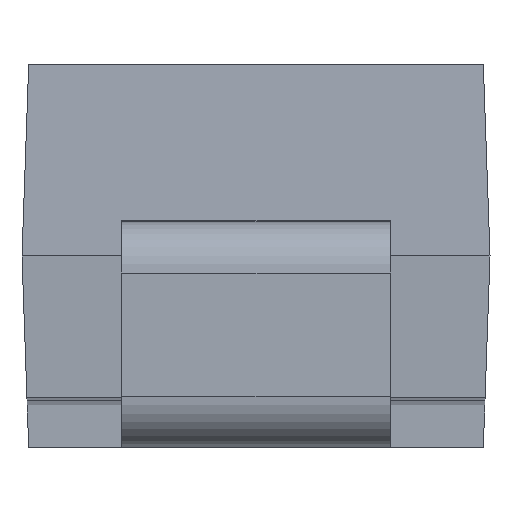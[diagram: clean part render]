
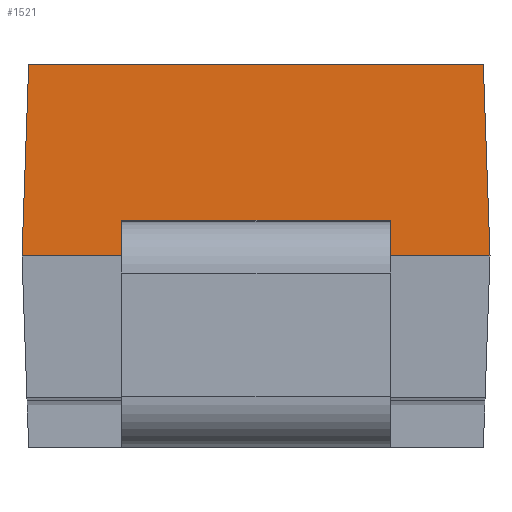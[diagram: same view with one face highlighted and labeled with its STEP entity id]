
A CAD part, left-side view. The second image highlights one B-rep face of the part: STEP entity #1521.
In plain terms, the highlighted planar face has unit normal (-0.999, 0, 0.035).
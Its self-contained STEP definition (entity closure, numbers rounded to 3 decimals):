
#1073 = VERTEX_POINT('',#1074);
#1074 = CARTESIAN_POINT('',(-2.335,-1.357,2.343));
#1091 = VERTEX_POINT('',#1092);
#1092 = CARTESIAN_POINT('',(-2.335,1.357,2.343));
#1098 = EDGE_CURVE('',#1091,#1073,#1099,.T.);
#1099 = LINE('',#1100,#1101);
#1100 = CARTESIAN_POINT('',(-2.335,1.397,2.343));
#1101 = VECTOR('',#1102,1.);
#1102 = DIRECTION('',(0.,-1.,0.));
#1115 = VERTEX_POINT('',#1116);
#1116 = CARTESIAN_POINT('',(-2.375,1.397,1.2));
#1213 = EDGE_CURVE('',#1091,#1115,#1214,.T.);
#1214 = LINE('',#1215,#1216);
#1215 = CARTESIAN_POINT('',(-2.375,1.397,1.2));
#1216 = VECTOR('',#1217,1.);
#1217 = DIRECTION('',(-0.035,0.035,
    -0.999));
#1259 = EDGE_CURVE('',#1073,#1260,#1262,.T.);
#1260 = VERTEX_POINT('',#1261);
#1261 = CARTESIAN_POINT('',(-2.375,-1.397,1.2));
#1262 = LINE('',#1263,#1264);
#1263 = CARTESIAN_POINT('',(-2.375,-1.397,1.2));
#1264 = VECTOR('',#1265,1.);
#1265 = DIRECTION('',(-0.035,-0.035,
    -0.999));
#1457 = EDGE_CURVE('',#1458,#1260,#1460,.T.);
#1458 = VERTEX_POINT('',#1459);
#1459 = CARTESIAN_POINT('',(-2.375,-0.8,1.2));
#1460 = LINE('',#1461,#1462);
#1461 = CARTESIAN_POINT('',(-2.375,1.397,1.2));
#1462 = VECTOR('',#1463,1.);
#1463 = DIRECTION('',(0.,-1.,0.));
#1466 = VERTEX_POINT('',#1467);
#1467 = CARTESIAN_POINT('',(-2.375,0.8,1.2));
#1473 = EDGE_CURVE('',#1115,#1466,#1474,.T.);
#1474 = LINE('',#1475,#1476);
#1475 = CARTESIAN_POINT('',(-2.375,1.397,1.2));
#1476 = VECTOR('',#1477,1.);
#1477 = DIRECTION('',(0.,-1.,0.));
#1521 = ADVANCED_FACE('',(#1522),#1551,.T.);
#1522 = FACE_BOUND('',#1523,.T.);
#1523 = EDGE_LOOP('',(#1524,#1534,#1540,#1541,#1542,#1543,#1544,#1545));
#1524 = ORIENTED_EDGE('',*,*,#1525,.F.);
#1525 = EDGE_CURVE('',#1526,#1528,#1530,.T.);
#1526 = VERTEX_POINT('',#1527);
#1527 = CARTESIAN_POINT('',(-2.367,-0.8,1.413));
#1528 = VERTEX_POINT('',#1529);
#1529 = CARTESIAN_POINT('',(-2.367,0.8,1.413));
#1530 = LINE('',#1531,#1532);
#1531 = CARTESIAN_POINT('',(-2.367,-0.8,1.413));
#1532 = VECTOR('',#1533,1.);
#1533 = DIRECTION('',(0.,1.,0.));
#1534 = ORIENTED_EDGE('',*,*,#1535,.F.);
#1535 = EDGE_CURVE('',#1458,#1526,#1536,.T.);
#1536 = LINE('',#1537,#1538);
#1537 = CARTESIAN_POINT('',(-2.367,-0.8,1.413));
#1538 = VECTOR('',#1539,1.);
#1539 = DIRECTION('',(0.035,0.,
    0.999));
#1540 = ORIENTED_EDGE('',*,*,#1457,.T.);
#1541 = ORIENTED_EDGE('',*,*,#1259,.F.);
#1542 = ORIENTED_EDGE('',*,*,#1098,.F.);
#1543 = ORIENTED_EDGE('',*,*,#1213,.T.);
#1544 = ORIENTED_EDGE('',*,*,#1473,.T.);
#1545 = ORIENTED_EDGE('',*,*,#1546,.T.);
#1546 = EDGE_CURVE('',#1466,#1528,#1547,.T.);
#1547 = LINE('',#1548,#1549);
#1548 = CARTESIAN_POINT('',(-2.367,0.8,1.413));
#1549 = VECTOR('',#1550,1.);
#1550 = DIRECTION('',(0.035,0.,
    0.999));
#1551 = PLANE('',#1552);
#1552 = AXIS2_PLACEMENT_3D('',#1553,#1554,#1555);
#1553 = CARTESIAN_POINT('',(-2.375,1.397,1.2));
#1554 = DIRECTION('',(-0.999,0.,
    0.035));
#1555 = DIRECTION('',(-0.035,0.,
    -0.999));
